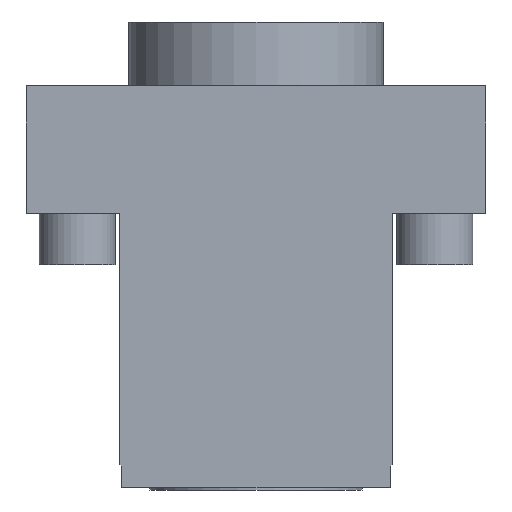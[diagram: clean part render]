
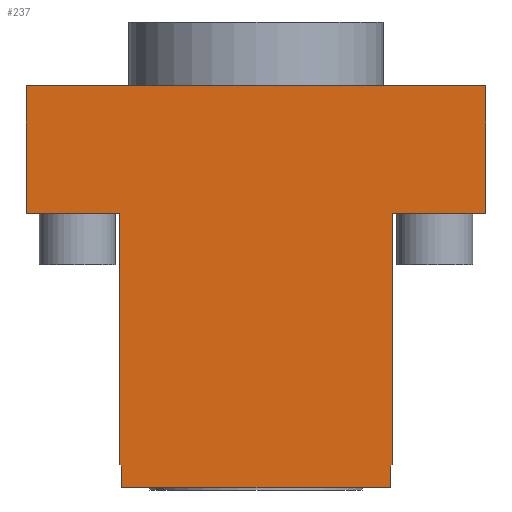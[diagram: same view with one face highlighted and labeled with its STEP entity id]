
A CAD part, left-side view. The second image highlights one B-rep face of the part: STEP entity #237.
In plain terms, the highlighted planar face has unit normal (-1, 0, 0).
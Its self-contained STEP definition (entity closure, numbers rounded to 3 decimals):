
#75=FACE_OUTER_BOUND('',#379,.T.);
#95=LINE('',#1302,#155);
#111=LINE('',#1493,#171);
#114=LINE('',#1504,#174);
#119=LINE('',#1515,#179);
#123=LINE('',#1524,#183);
#125=LINE('',#1527,#185);
#128=LINE('',#1533,#188);
#133=LINE('',#1541,#193);
#135=LINE('',#1545,#195);
#142=LINE('',#1559,#202);
#143=LINE('',#1560,#203);
#144=LINE('',#1562,#204);
#155=VECTOR('',#1034,1.);
#171=VECTOR('',#1112,1.);
#174=VECTOR('',#1121,1.);
#179=VECTOR('',#1128,1.);
#183=VECTOR('',#1134,1.);
#185=VECTOR('',#1138,1.);
#188=VECTOR('',#1143,1.);
#193=VECTOR('',#1150,1.);
#195=VECTOR('',#1154,1.);
#202=VECTOR('',#1169,1.);
#203=VECTOR('',#1170,1.);
#204=VECTOR('',#1171,1.);
#237=ADVANCED_FACE('',(#75),#281,.T.);
#281=PLANE('',#957);
#379=EDGE_LOOP('',(#542,#543,#544,#545,#546,#547,#548,#549,#550,#551,#552,
#553));
#542=ORIENTED_EDGE('',*,*,#723,.T.);
#543=ORIENTED_EDGE('',*,*,#792,.T.);
#544=ORIENTED_EDGE('',*,*,#758,.T.);
#545=ORIENTED_EDGE('',*,*,#793,.T.);
#546=ORIENTED_EDGE('',*,*,#794,.T.);
#547=ORIENTED_EDGE('',*,*,#777,.T.);
#548=ORIENTED_EDGE('',*,*,#772,.T.);
#549=ORIENTED_EDGE('',*,*,#784,.T.);
#550=ORIENTED_EDGE('',*,*,#763,.T.);
#551=ORIENTED_EDGE('',*,*,#782,.T.);
#552=ORIENTED_EDGE('',*,*,#768,.T.);
#553=ORIENTED_EDGE('',*,*,#774,.T.);
#642=VERTEX_POINT('',#1296);
#645=VERTEX_POINT('',#1301);
#670=VERTEX_POINT('',#1487);
#673=VERTEX_POINT('',#1492);
#678=VERTEX_POINT('',#1503);
#679=VERTEX_POINT('',#1505);
#680=VERTEX_POINT('',#1509);
#683=VERTEX_POINT('',#1514);
#684=VERTEX_POINT('',#1518);
#687=VERTEX_POINT('',#1523);
#688=VERTEX_POINT('',#1530);
#696=VERTEX_POINT('',#1561);
#723=EDGE_CURVE('',#642,#645,#95,.T.);
#758=EDGE_CURVE('',#670,#673,#111,.T.);
#763=EDGE_CURVE('',#679,#678,#114,.T.);
#768=EDGE_CURVE('',#680,#683,#119,.T.);
#772=EDGE_CURVE('',#684,#687,#123,.T.);
#774=EDGE_CURVE('',#683,#642,#125,.T.);
#777=EDGE_CURVE('',#688,#684,#128,.T.);
#782=EDGE_CURVE('',#678,#680,#133,.T.);
#784=EDGE_CURVE('',#687,#679,#135,.T.);
#792=EDGE_CURVE('',#645,#670,#142,.T.);
#793=EDGE_CURVE('',#673,#696,#143,.T.);
#794=EDGE_CURVE('',#696,#688,#144,.T.);
#957=AXIS2_PLACEMENT_3D('',#1563,#1172,#1173);
#1034=DIRECTION('',(0.,-1.,0.));
#1112=DIRECTION('',(0.,1.,0.));
#1121=DIRECTION('',(0.,-1.,0.));
#1128=DIRECTION('',(0.,-0.707,0.707));
#1134=DIRECTION('',(0.,-0.707,-0.707));
#1138=DIRECTION('',(0.,0.,1.));
#1143=DIRECTION('',(0.,0.,-1.));
#1150=DIRECTION('',(0.,0.,1.));
#1154=DIRECTION('',(0.,0.,-1.));
#1169=DIRECTION('',(0.,0.,1.));
#1170=DIRECTION('',(0.,0.,-1.));
#1171=DIRECTION('',(0.,-1.,0.));
#1172=DIRECTION('',(-1.,0.,0.));
#1173=DIRECTION('',(0.,-1.,0.));
#1296=CARTESIAN_POINT('',(-69.,-32.,-30.));
#1301=CARTESIAN_POINT('',(-69.,-54.,-30.));
#1302=CARTESIAN_POINT('',(-69.,-54.,-30.));
#1487=CARTESIAN_POINT('',(-69.,-54.,0.));
#1492=CARTESIAN_POINT('',(-69.,54.,0.));
#1493=CARTESIAN_POINT('',(-69.,-54.,0.));
#1503=CARTESIAN_POINT('',(-69.,-31.6,-94.5));
#1504=CARTESIAN_POINT('',(-69.,31.6,-94.5));
#1505=CARTESIAN_POINT('',(-69.,31.6,-94.5));
#1509=CARTESIAN_POINT('',(-69.,-31.6,-89.4));
#1514=CARTESIAN_POINT('',(-69.,-32.,-89.));
#1515=CARTESIAN_POINT('',(-69.,-31.6,-89.4));
#1518=CARTESIAN_POINT('',(-69.,32.,-89.));
#1523=CARTESIAN_POINT('',(-69.,31.6,-89.4));
#1524=CARTESIAN_POINT('',(-69.,31.6,-89.4));
#1527=CARTESIAN_POINT('',(-69.,-32.,-89.));
#1530=CARTESIAN_POINT('',(-69.,32.,-30.));
#1533=CARTESIAN_POINT('',(-69.,32.,-30.));
#1541=CARTESIAN_POINT('',(-69.,-31.6,-94.5));
#1545=CARTESIAN_POINT('',(-69.,31.6,-94.5));
#1559=CARTESIAN_POINT('',(-69.,-54.,-30.));
#1560=CARTESIAN_POINT('',(-69.,54.,0.));
#1561=CARTESIAN_POINT('',(-69.,54.,-30.));
#1562=CARTESIAN_POINT('',(-69.,32.,-30.));
#1563=CARTESIAN_POINT('',(-69.,-54.,-30.));
